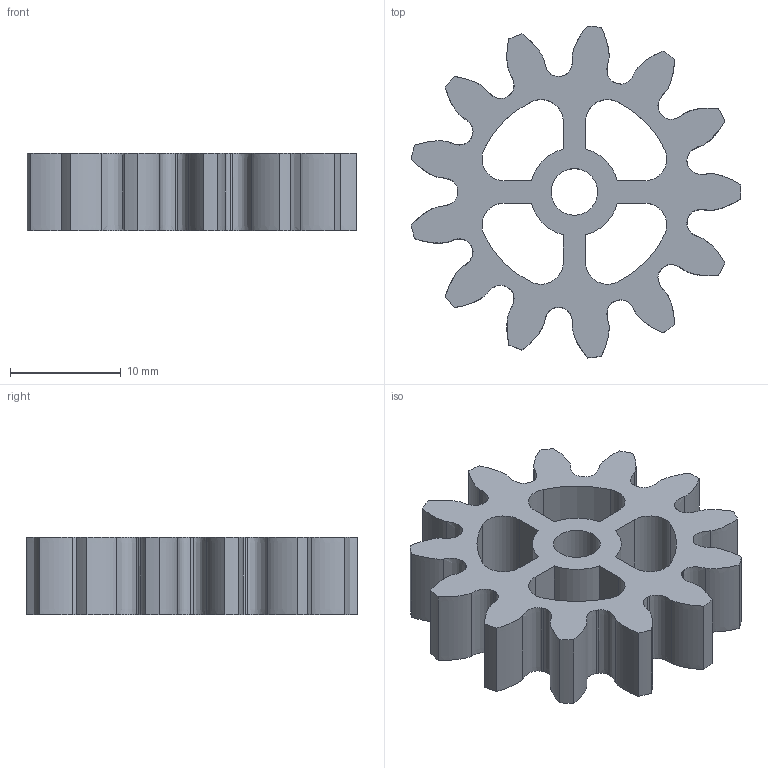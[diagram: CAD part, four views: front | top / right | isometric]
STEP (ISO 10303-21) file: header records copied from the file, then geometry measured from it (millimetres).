
FILE_DESCRIPTION(('STEP AP242'), '1');
FILE_NAME('itemGearMotorV3GearRatio1.8m2', '', ('UNSPECIFIED'), ('UNSPECIFIED'), 'C3D Converter', 'C3D Toolkit', '');
FILE_SCHEMA(('AP242_MANAGED_MODEL_BASED_3D_ENGINEERING_MIM_LF { 1 0 10303 442 1 1 4 }'));
Length unit declared in the file: millimetre
Bounding box: 29.7 x 29.91 x 7 mm (x, y, z)
Volume: 2468.2 mm3; surface area: 2563.5 mm2
Topology: 1 solids, 1 shells, 105 faces, 309 edges, 206 vertices
Faces by surface type: extrusion 52, cylinder 43, plane 10
Full cylindrical faces by diameter (mm): 4.2 x1
Entity records: 7875 total; most frequent: CARTESIAN_POINT 5144, ORIENTED_EDGE 616, DIRECTION 450, EDGE_CURVE 308, VERTEX_POINT 206, VECTOR 170, B_SPLINE_CURVE_WITH_KNOTS 156, AXIS2_PLACEMENT_3D 140
